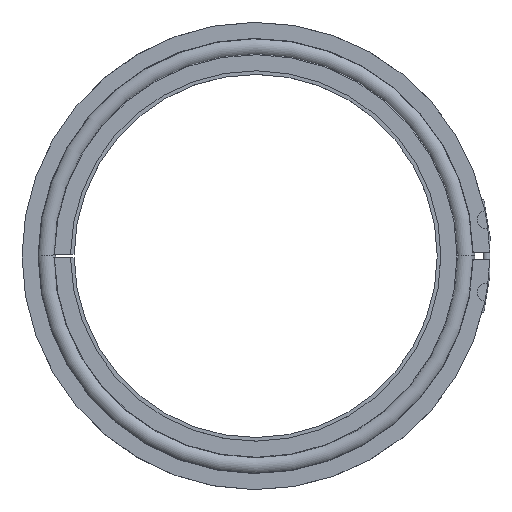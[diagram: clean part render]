
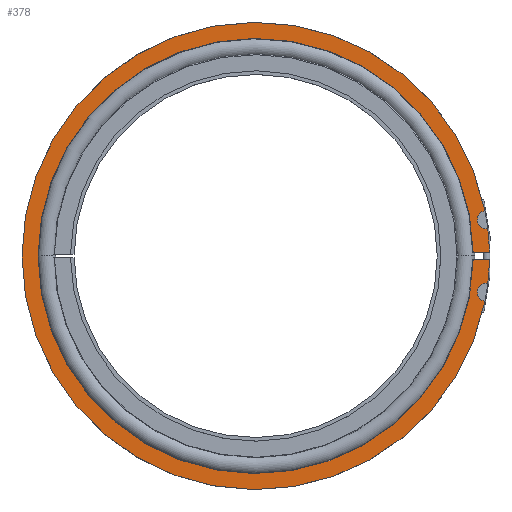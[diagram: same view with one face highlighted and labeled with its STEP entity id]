
A CAD part, top view. The second image highlights one B-rep face of the part: STEP entity #378.
In plain terms, the highlighted planar face has unit normal (0, 0, 1).
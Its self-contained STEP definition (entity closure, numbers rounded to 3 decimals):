
#39 = CIRCLE ( 'NONE', #1503, 64.35 ) ;
#100 = LINE ( 'NONE', #2418, #2330 ) ;
#103 = DIRECTION ( 'NONE',  ( 1., 0., 0. ) ) ;
#125 = EDGE_LOOP ( 'NONE', ( #1255, #1289, #1292, #1973, #2667, #1312, #675, #1749 ) ) ;
#128 = CIRCLE ( 'NONE', #853, 2.5 ) ;
#146 = DIRECTION ( 'NONE',  ( 0., 0., 1. ) ) ;
#147 = DIRECTION ( 'NONE',  ( 0., 0., 1. ) ) ;
#187 = CARTESIAN_POINT ( 'NONE',  ( 0., 0., 1.95 ) ) ;
#378 = ADVANCED_FACE ( 'NONE', ( #2651 ), #1150, .F. ) ;
#402 = CIRCLE ( 'NONE', #1832, 59.918 ) ;
#423 = CIRCLE ( 'NONE', #825, 64.35 ) ;
#454 = CIRCLE ( 'NONE', #1538, 2.5 ) ;
#509 = VERTEX_POINT ( 'NONE', #2671 ) ;
#622 = DIRECTION ( 'NONE',  ( 1., 0., 0. ) ) ;
#665 = AXIS2_PLACEMENT_3D ( 'NONE', #1368, #1410, #1427 ) ;
#670 = CARTESIAN_POINT ( 'NONE',  ( 63.132, 12.462, 1.95 ) ) ;
#675 = ORIENTED_EDGE ( 'NONE', *, *, #1021, .T. ) ;
#724 = DIRECTION ( 'NONE',  ( 0., 0., 1. ) ) ;
#822 = CARTESIAN_POINT ( 'NONE',  ( 0., 0., 1.95 ) ) ;
#825 = AXIS2_PLACEMENT_3D ( 'NONE', #187, #147, #103 ) ;
#826 = DIRECTION ( 'NONE',  ( 0., 0., 1. ) ) ;
#828 = EDGE_CURVE ( 'NONE', #1522, #2344, #2019, .T. ) ;
#829 = DIRECTION ( 'NONE',  ( 1., 0., 0. ) ) ;
#831 = CARTESIAN_POINT ( 'NONE',  ( 63.568, -10., 1.95 ) ) ;
#853 = AXIS2_PLACEMENT_3D ( 'NONE', #831, #2113, #622 ) ;
#866 = DIRECTION ( 'NONE',  ( 0., 0., 1. ) ) ;
#874 = VERTEX_POINT ( 'NONE', #1906 ) ;
#924 = DIRECTION ( 'NONE',  ( 1., 0., 0. ) ) ;
#936 = EDGE_CURVE ( 'NONE', #1788, #2344, #100, .T. ) ;
#942 = EDGE_CURVE ( 'NONE', #874, #1788, #402, .T. ) ;
#1021 = EDGE_CURVE ( 'NONE', #509, #2543, #423, .T. ) ;
#1090 = DIRECTION ( 'NONE',  ( 1., 0., 0. ) ) ;
#1150 = PLANE ( 'NONE',  #665 ) ;
#1255 = ORIENTED_EDGE ( 'NONE', *, *, #1331, .T. ) ;
#1289 = ORIENTED_EDGE ( 'NONE', *, *, #2235, .F. ) ;
#1292 = ORIENTED_EDGE ( 'NONE', *, *, #828, .T. ) ;
#1312 = ORIENTED_EDGE ( 'NONE', *, *, #1600, .F. ) ;
#1331 = EDGE_CURVE ( 'NONE', #1739, #1492, #39, .T. ) ;
#1365 = CARTESIAN_POINT ( 'NONE',  ( 0., 0., 1.95 ) ) ;
#1368 = CARTESIAN_POINT ( 'NONE',  ( -64.35, 0., 1.95 ) ) ;
#1410 = DIRECTION ( 'NONE',  ( 0., 0., -1. ) ) ;
#1427 = DIRECTION ( 'NONE',  ( -1., 0., 0. ) ) ;
#1434 = DIRECTION ( 'NONE',  ( 1., 0., 0. ) ) ;
#1492 = VERTEX_POINT ( 'NONE', #2118 ) ;
#1503 = AXIS2_PLACEMENT_3D ( 'NONE', #822, #826, #829 ) ;
#1522 = VERTEX_POINT ( 'NONE', #2343 ) ;
#1538 = AXIS2_PLACEMENT_3D ( 'NONE', #1661, #146, #1434 ) ;
#1600 = EDGE_CURVE ( 'NONE', #509, #874, #2595, .T. ) ;
#1647 = CARTESIAN_POINT ( 'NONE',  ( 63.909, 7.523, 1.95 ) ) ;
#1661 = CARTESIAN_POINT ( 'NONE',  ( 63.568, 10., 1.95 ) ) ;
#1739 = VERTEX_POINT ( 'NONE', #670 ) ;
#1749 = ORIENTED_EDGE ( 'NONE', *, *, #2509, .F. ) ;
#1788 = VERTEX_POINT ( 'NONE', #2479 ) ;
#1800 = DIRECTION ( 'NONE',  ( 1., 0., 0. ) ) ;
#1832 = AXIS2_PLACEMENT_3D ( 'NONE', #1365, #724, #924 ) ;
#1906 = CARTESIAN_POINT ( 'NONE',  ( 59.91, 1., 1.95 ) ) ;
#1973 = ORIENTED_EDGE ( 'NONE', *, *, #936, .F. ) ;
#2019 = CIRCLE ( 'NONE', #2254, 64.35 ) ;
#2027 = VECTOR ( 'NONE', #2453, 1000. ) ;
#2113 = DIRECTION ( 'NONE',  ( 0., 0., 1. ) ) ;
#2118 = CARTESIAN_POINT ( 'NONE',  ( 63.132, -12.462, 1.95 ) ) ;
#2235 = EDGE_CURVE ( 'NONE', #1522, #1492, #128, .T. ) ;
#2254 = AXIS2_PLACEMENT_3D ( 'NONE', #2374, #866, #1090 ) ;
#2330 = VECTOR ( 'NONE', #1800, 1000. ) ;
#2343 = CARTESIAN_POINT ( 'NONE',  ( 63.909, -7.523, 1.95 ) ) ;
#2344 = VERTEX_POINT ( 'NONE', #2684 ) ;
#2374 = CARTESIAN_POINT ( 'NONE',  ( 0., 0., 1.95 ) ) ;
#2418 = CARTESIAN_POINT ( 'NONE',  ( 59.81, -1., 1.95 ) ) ;
#2444 = CARTESIAN_POINT ( 'NONE',  ( 59.81, 1., 1.95 ) ) ;
#2453 = DIRECTION ( 'NONE',  ( -1., 0., 0. ) ) ;
#2479 = CARTESIAN_POINT ( 'NONE',  ( 59.91, -1., 1.95 ) ) ;
#2509 = EDGE_CURVE ( 'NONE', #1739, #2543, #454, .T. ) ;
#2543 = VERTEX_POINT ( 'NONE', #1647 ) ;
#2595 = LINE ( 'NONE', #2444, #2027 ) ;
#2651 = FACE_OUTER_BOUND ( 'NONE', #125, .T. ) ;
#2667 = ORIENTED_EDGE ( 'NONE', *, *, #942, .F. ) ;
#2671 = CARTESIAN_POINT ( 'NONE',  ( 64.342, 1., 1.95 ) ) ;
#2684 = CARTESIAN_POINT ( 'NONE',  ( 64.342, -1., 1.95 ) ) ;
